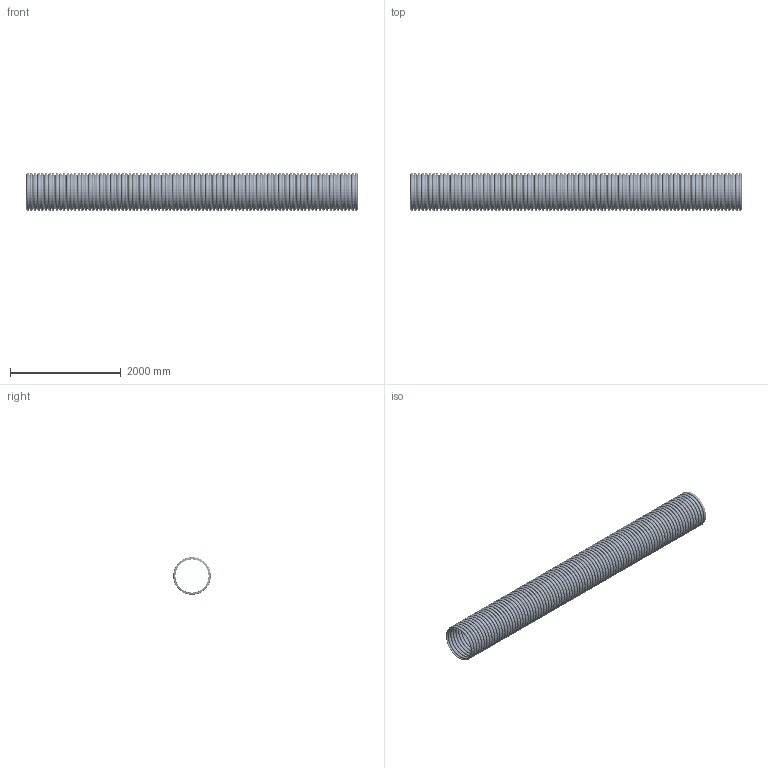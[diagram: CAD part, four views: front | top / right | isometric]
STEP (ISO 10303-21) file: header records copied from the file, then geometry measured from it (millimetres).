
FILE_DESCRIPTION(/* description */ (''),/* implementation_level */ '2;1');
FILE_NAME(/* name */ '661160z.stp',/* time_stamp */ '2024-11-13T12:32:48+01:00',/* author */ ('corinna'),/* organization */ (''),/* preprocessor_version */ 'ST-DEVELOPER v20',/* originating_system */ 'Autodesk Inventor 2024',/* authorisation */ '');
FILE_SCHEMA (('AUTOMOTIVE_DESIGN { 1 0 10303 214 3 1 1 }'));
Length unit declared in the file: millimetre
Products named in the file (1): 661160z
Bounding box: 6000 x 678.29 x 678.29 mm (x, y, z)
Volume: 83032812.5 mm3; surface area: 41485331.7 mm2
Topology: 1 solids, 1 shells, 1822 faces, 5642 edges, 3822 vertices
Faces by surface type: torus 910, cone 728, cylinder 182, plane 2
Full cylindrical faces by diameter (mm): 600 x90, 607.993 x92
Entity records: 66501 total; most frequent: DIRECTION 14020, CARTESIAN_POINT 11287, ORIENTED_EDGE 11284, AXIS2_PLACEMENT_3D 6555, EDGE_CURVE 5642, CIRCLE 4732, VERTEX_POINT 3822, EDGE_LOOP 1824
